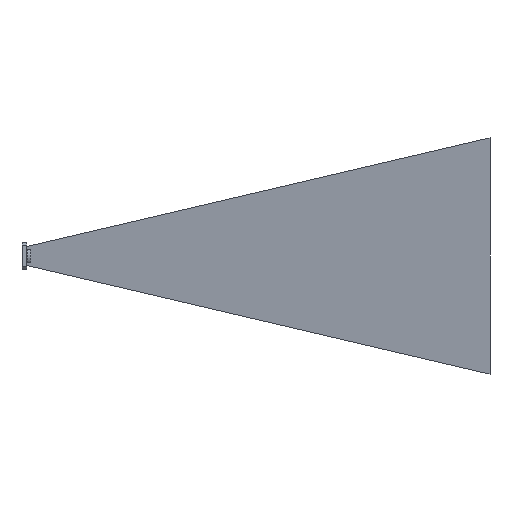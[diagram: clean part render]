
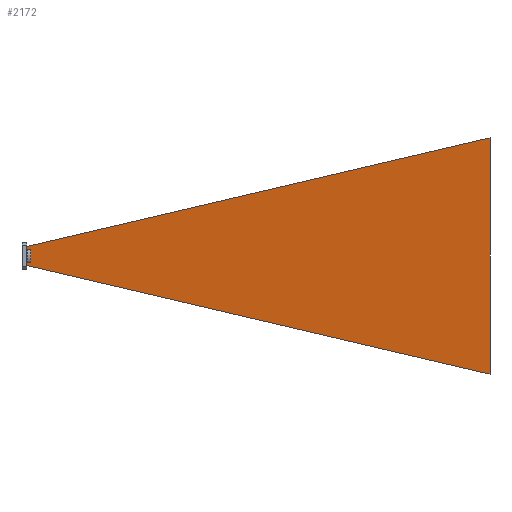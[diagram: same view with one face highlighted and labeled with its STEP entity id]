
A CAD part, front view. The second image highlights one B-rep face of the part: STEP entity #2172.
In plain terms, the highlighted planar face has unit normal (-0.182, -0.983, 0).
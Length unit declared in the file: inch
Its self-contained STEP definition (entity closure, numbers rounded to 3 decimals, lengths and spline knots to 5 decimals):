
#85 = DIRECTION ( 'NONE',  ( 0.958, -0.178, 0.225 ) ) ;
#100 = VERTEX_POINT ( 'NONE', #183 ) ;
#104 = VECTOR ( 'NONE', #2518, 39.37008 ) ;
#113 = DIRECTION ( 'NONE',  ( -0.983, 0.182, 0. ) ) ;
#166 = VECTOR ( 'NONE', #1427, 39.37008 ) ;
#183 = CARTESIAN_POINT ( 'NONE',  ( 0.156, -0.147, 0.205 ) ) ;
#188 = LINE ( 'NONE', #2782, #104 ) ;
#313 = CARTESIAN_POINT ( 'NONE',  ( 0.156, -0.147, 0.304 ) ) ;
#359 = FACE_OUTER_BOUND ( 'NONE', #825, .T. ) ;
#378 = CARTESIAN_POINT ( 'NONE',  ( 15.16, -2.93, -3.827 ) ) ;
#387 = ORIENTED_EDGE ( 'NONE', *, *, #2930, .F. ) ;
#463 = ORIENTED_EDGE ( 'NONE', *, *, #889, .T. ) ;
#480 = EDGE_CURVE ( 'NONE', #100, #618, #1517, .T. ) ;
#517 = DIRECTION ( 'NONE',  ( 0.983, -0.182, 0. ) ) ;
#541 = VERTEX_POINT ( 'NONE', #2535 ) ;
#546 = DIRECTION ( 'NONE',  ( 0., 0., -1. ) ) ;
#605 = LINE ( 'NONE', #313, #2982 ) ;
#618 = VERTEX_POINT ( 'NONE', #1336 ) ;
#647 = ORIENTED_EDGE ( 'NONE', *, *, #1465, .F. ) ;
#686 = DIRECTION ( 'NONE',  ( 0.182, 0.983, 0. ) ) ;
#739 = ORIENTED_EDGE ( 'NONE', *, *, #480, .T. ) ;
#794 = LINE ( 'NONE', #2065, #1234 ) ;
#815 = LINE ( 'NONE', #2892, #1043 ) ;
#825 = EDGE_LOOP ( 'NONE', ( #463, #739, #2903, #3368, #1024, #2517, #647, #387 ) ) ;
#889 = EDGE_CURVE ( 'NONE', #2119, #100, #188, .T. ) ;
#1024 = ORIENTED_EDGE ( 'NONE', *, *, #2842, .T. ) ;
#1028 = EDGE_CURVE ( 'NONE', #3214, #1600, #2511, .T. ) ;
#1033 = DIRECTION ( 'NONE',  ( 0., 0., -1. ) ) ;
#1043 = VECTOR ( 'NONE', #546, 39.37008 ) ;
#1135 = DIRECTION ( 'NONE',  ( 0.958, -0.178, -0.225 ) ) ;
#1138 = PLANE ( 'NONE',  #3244 ) ;
#1234 = VECTOR ( 'NONE', #1033, 39.37008 ) ;
#1290 = VECTOR ( 'NONE', #1632, 39.37008 ) ;
#1336 = CARTESIAN_POINT ( 'NONE',  ( 0.285, -0.17093, 0.205 ) ) ;
#1427 = DIRECTION ( 'NONE',  ( 0.983, -0.182, 0. ) ) ;
#1465 = EDGE_CURVE ( 'NONE', #1521, #1600, #815, .T. ) ;
#1517 = LINE ( 'NONE', #1572, #2853 ) ;
#1521 = VERTEX_POINT ( 'NONE', #3391 ) ;
#1572 = CARTESIAN_POINT ( 'NONE',  ( -0.02117, -0.11414, 0.205 ) ) ;
#1600 = VERTEX_POINT ( 'NONE', #378 ) ;
#1632 = DIRECTION ( 'NONE',  ( 0., 0., -1. ) ) ;
#1821 = VECTOR ( 'NONE', #1135, 39.37008 ) ;
#2065 = CARTESIAN_POINT ( 'NONE',  ( 0.156, -0.147, 0.304 ) ) ;
#2095 = CARTESIAN_POINT ( 'NONE',  ( 0.156, -0.147, 0.304 ) ) ;
#2119 = VERTEX_POINT ( 'NONE', #2095 ) ;
#2158 = CARTESIAN_POINT ( 'NONE',  ( -0.02117, -0.11414, -0.205 ) ) ;
#2172 = ADVANCED_FACE ( 'NONE', ( #359 ), #1138, .F. ) ;
#2183 = CARTESIAN_POINT ( 'NONE',  ( 0.156, -0.147, -0.304 ) ) ;
#2224 = CARTESIAN_POINT ( 'NONE',  ( -0.02117, -0.11414, 0. ) ) ;
#2225 = CARTESIAN_POINT ( 'NONE',  ( 0.156, -0.147, -0.205 ) ) ;
#2346 = CARTESIAN_POINT ( 'NONE',  ( 0.285, -0.17093, 0. ) ) ;
#2348 = CARTESIAN_POINT ( 'NONE',  ( 0.156, -0.147, -0.304 ) ) ;
#2387 = EDGE_CURVE ( 'NONE', #3007, #541, #2969, .T. ) ;
#2511 = LINE ( 'NONE', #2183, #1821 ) ;
#2517 = ORIENTED_EDGE ( 'NONE', *, *, #1028, .T. ) ;
#2518 = DIRECTION ( 'NONE',  ( 0., 0., -1. ) ) ;
#2535 = CARTESIAN_POINT ( 'NONE',  ( 0.285, -0.17093, -0.205 ) ) ;
#2782 = CARTESIAN_POINT ( 'NONE',  ( 0.156, -0.147, 0.304 ) ) ;
#2842 = EDGE_CURVE ( 'NONE', #3007, #3214, #794, .T. ) ;
#2853 = VECTOR ( 'NONE', #517, 39.37008 ) ;
#2884 = EDGE_CURVE ( 'NONE', #618, #541, #3176, .T. ) ;
#2892 = CARTESIAN_POINT ( 'NONE',  ( 15.16, -2.93, 3.827 ) ) ;
#2903 = ORIENTED_EDGE ( 'NONE', *, *, #2884, .T. ) ;
#2930 = EDGE_CURVE ( 'NONE', #2119, #1521, #605, .T. ) ;
#2969 = LINE ( 'NONE', #2158, #166 ) ;
#2982 = VECTOR ( 'NONE', #85, 39.37008 ) ;
#3007 = VERTEX_POINT ( 'NONE', #2225 ) ;
#3176 = LINE ( 'NONE', #2346, #1290 ) ;
#3214 = VERTEX_POINT ( 'NONE', #2348 ) ;
#3244 = AXIS2_PLACEMENT_3D ( 'NONE', #2224, #686, #113 ) ;
#3368 = ORIENTED_EDGE ( 'NONE', *, *, #2387, .F. ) ;
#3391 = CARTESIAN_POINT ( 'NONE',  ( 15.16, -2.93, 3.827 ) ) ;
